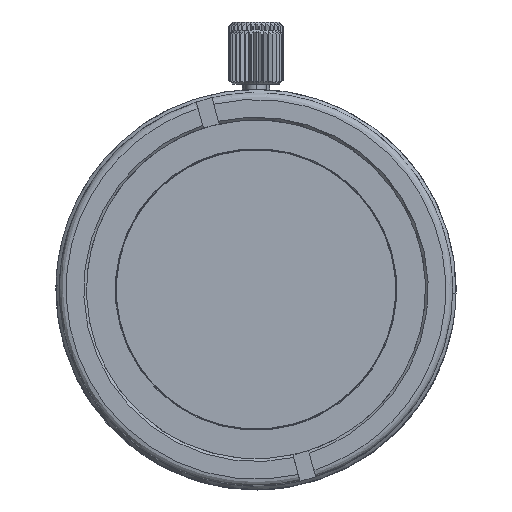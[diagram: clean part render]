
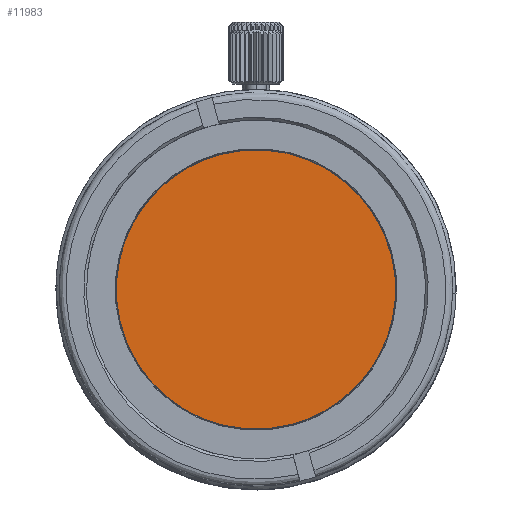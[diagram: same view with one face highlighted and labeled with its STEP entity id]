
A CAD part, top view. The second image highlights one B-rep face of the part: STEP entity #11983.
In plain terms, the highlighted free-form (B-spline) face has degree [1, 1] with [2, 2] control points.
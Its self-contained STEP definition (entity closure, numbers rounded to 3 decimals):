
#604 = FACE_OUTER_BOUND ( 'NONE', #24807, .T. ) ;
#3441 = CARTESIAN_POINT ( 'NONE',  ( 2.731, -9.978, 16.545 ) ) ;
#5907 = CARTESIAN_POINT ( 'NONE',  ( 10.469, 10.469, 16.545 ) ) ;
#5951 = CARTESIAN_POINT ( 'NONE',  ( 9.978, 2.731, 16.545 ) ) ;
#6390 = EDGE_CURVE ( 'NONE', #10864, #18631, #19712, .T. ) ;
#6921 =( BOUNDED_CURVE ( )  B_SPLINE_CURVE ( 3, ( #3441, #24474, #13849, #32174 ),
 .UNSPECIFIED., .F., .F. ) 
 B_SPLINE_CURVE_WITH_KNOTS ( ( 4, 4 ),
 ( -4.98, -1.838 ),
 .UNSPECIFIED. ) 
 CURVE ( )  GEOMETRIC_REPRESENTATION_ITEM ( )  RATIONAL_B_SPLINE_CURVE ( ( 1., 0.333, 0.333, 1. ) ) 
 REPRESENTATION_ITEM ( '' )  );
#8338 = CARTESIAN_POINT ( 'NONE',  ( 8.575, -8.378, 16.545 ) ) ;
#8670 = CARTESIAN_POINT ( 'NONE',  ( 2.731, -9.978, 16.545 ) ) ;
#10704 = B_SPLINE_SURFACE_WITH_KNOTS ( 'NONE', 1, 1, ( 
 ( #29345, #5907 ),
 ( #13416, #16331 ) ),
 .UNSPECIFIED., .F., .F., .F.,
 ( 2, 2 ),
 ( 2, 2 ),
 ( 0., 1. ),
 ( 0., 1. ),
 .UNSPECIFIED. ) ;
#10864 = VERTEX_POINT ( 'NONE', #11551 ) ;
#11551 = CARTESIAN_POINT ( 'NONE',  ( -2.731, 9.978, 16.545 ) ) ;
#11983 = ADVANCED_FACE ( 'NONE', ( #604 ), #10704, .F. ) ;
#13416 = CARTESIAN_POINT ( 'NONE',  ( -10.469, -10.469, 16.545 ) ) ;
#13849 = CARTESIAN_POINT ( 'NONE',  ( -22.686, 4.516, 16.545 ) ) ;
#16331 = CARTESIAN_POINT ( 'NONE',  ( -10.469, 10.469, 16.545 ) ) ;
#17891 = EDGE_CURVE ( 'NONE', #18631, #10864, #6921, .T. ) ;
#18631 = VERTEX_POINT ( 'NONE', #22454 ) ;
#19258 = CARTESIAN_POINT ( 'NONE',  ( -2.731, 9.978, 16.545 ) ) ;
#19712 =( BOUNDED_CURVE ( )  B_SPLINE_CURVE ( 3, ( #19258, #31783, #21846, #5951, #31614, #8338, #8670 ),
 .UNSPECIFIED., .F., .T. ) 
 B_SPLINE_CURVE_WITH_KNOTS ( ( 4, 3, 4 ),
 ( -8.121, -6.55, -4.98 ),
 .UNSPECIFIED. ) 
 CURVE ( )  GEOMETRIC_REPRESENTATION_ITEM ( )  RATIONAL_B_SPLINE_CURVE ( ( 1., 0.805, 0.805, 1., 0.805, 0.805, 1. ) ) 
 REPRESENTATION_ITEM ( '' )  );
#20978 = ORIENTED_EDGE ( 'NONE', *, *, #17891, .F. ) ;
#21846 = CARTESIAN_POINT ( 'NONE',  ( 8.378, 8.575, 16.545 ) ) ;
#22454 = CARTESIAN_POINT ( 'NONE',  ( 2.731, -9.978, 16.545 ) ) ;
#23764 = ORIENTED_EDGE ( 'NONE', *, *, #6390, .F. ) ;
#24474 = CARTESIAN_POINT ( 'NONE',  ( -17.225, -15.439, 16.545 ) ) ;
#24807 = EDGE_LOOP ( 'NONE', ( #23764, #20978 ) ) ;
#29345 = CARTESIAN_POINT ( 'NONE',  ( 10.469, -10.469, 16.545 ) ) ;
#31614 = CARTESIAN_POINT ( 'NONE',  ( 11.577, -3.114, 16.545 ) ) ;
#31783 = CARTESIAN_POINT ( 'NONE',  ( 3.114, 11.577, 16.545 ) ) ;
#32174 = CARTESIAN_POINT ( 'NONE',  ( -2.731, 9.978, 16.545 ) ) ;
